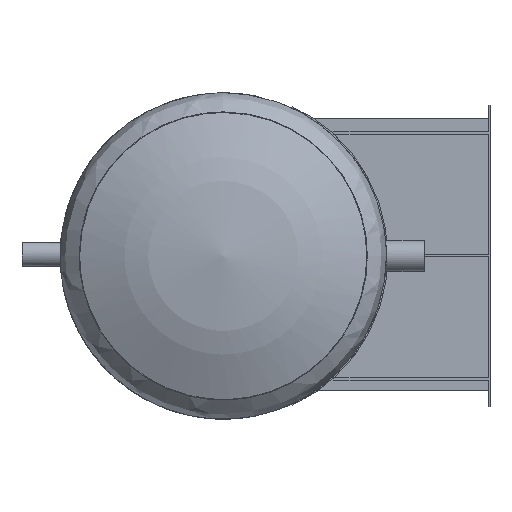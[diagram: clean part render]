
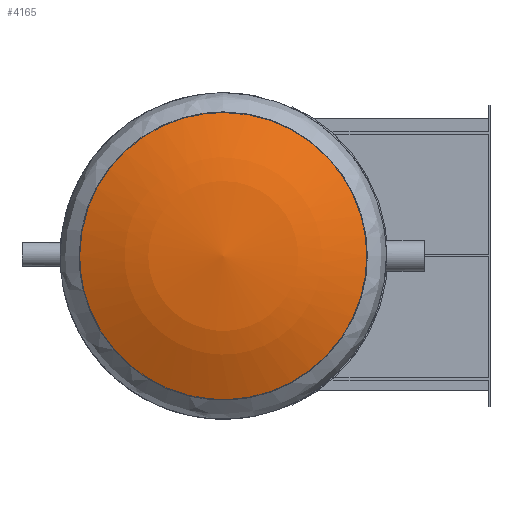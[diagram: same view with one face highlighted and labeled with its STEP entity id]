
A CAD part, left-side view. The second image highlights one B-rep face of the part: STEP entity #4165.
In plain terms, the highlighted free-form (B-spline) face has degree [2, 2] with [3, 3] control points.
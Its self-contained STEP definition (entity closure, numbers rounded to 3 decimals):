
#4165 = ADVANCED_FACE('',(#4166),#4188,.T.);
#4166 = FACE_BOUND('',#4167,.T.);
#4167 = EDGE_LOOP('',(#4168,#4178));
#4168 = ORIENTED_EDGE('',*,*,#4169,.F.);
#4169 = EDGE_CURVE('',#4170,#4172,#4174,.T.);
#4170 = VERTEX_POINT('',#4171);
#4171 = CARTESIAN_POINT('',(-1696.627,780.355,0.));
#4172 = VERTEX_POINT('',#4173);
#4173 = CARTESIAN_POINT('',(-1696.627,0.,
    780.355));
#4174 = ( BOUNDED_CURVE() B_SPLINE_CURVE(2,(#4175,#4176,#4177),
.UNSPECIFIED.,.F.,.F.) B_SPLINE_CURVE_WITH_KNOTS((3,3),(1.571,
3.142),.PIECEWISE_BEZIER_KNOTS.) CURVE() 
GEOMETRIC_REPRESENTATION_ITEM() RATIONAL_B_SPLINE_CURVE((1.,
0.707,1.)) REPRESENTATION_ITEM('') );
#4175 = CARTESIAN_POINT('',(-1696.627,780.355,
    0.));
#4176 = CARTESIAN_POINT('',(-1696.627,780.355,
    780.355));
#4177 = CARTESIAN_POINT('',(-1696.627,0.,
    780.355));
#4178 = ORIENTED_EDGE('',*,*,#4179,.F.);
#4179 = EDGE_CURVE('',#4172,#4170,#4180,.T.);
#4180 = ( BOUNDED_CURVE() B_SPLINE_CURVE(2,(#4181,#4182,#4183,#4184,
#4185,#4186,#4187),.UNSPECIFIED.,.F.,.F.) B_SPLINE_CURVE_WITH_KNOTS((3,2
    ,2,3),(3.142,4.712,6.283,7.854),
.UNSPECIFIED.) CURVE() GEOMETRIC_REPRESENTATION_ITEM() 
RATIONAL_B_SPLINE_CURVE((1.,0.707,1.,0.707,1.,
0.707,1.)) REPRESENTATION_ITEM('') );
#4181 = CARTESIAN_POINT('',(-1696.627,0.,
    780.355));
#4182 = CARTESIAN_POINT('',(-1696.627,-780.355,
    780.355));
#4183 = CARTESIAN_POINT('',(-1696.627,-780.355,
    0.));
#4184 = CARTESIAN_POINT('',(-1696.627,-780.355,
    -780.355));
#4185 = CARTESIAN_POINT('',(-1696.627,0.,
    -780.355));
#4186 = CARTESIAN_POINT('',(-1696.627,780.355,
    -780.355));
#4187 = CARTESIAN_POINT('',(-1696.627,780.355,
    0.));
#4188 = ( BOUNDED_SURFACE() B_SPLINE_SURFACE(2,2,(
    (#4189,#4190,#4191)
    ,(#4192,#4193,#4194)
    ,(#4195,#4196,#4197
)),.UNSPECIFIED.,.F.,.F.,.F.) B_SPLINE_SURFACE_WITH_KNOTS((3,3),(3,3),(
    -0.456,0.456),(2.686,3.601),
.PIECEWISE_BEZIER_KNOTS.) GEOMETRIC_REPRESENTATION_ITEM() 
RATIONAL_B_SPLINE_SURFACE((
    (1.,0.897,1.)
    ,(0.898,0.806,0.898)
,(1.,0.897,1.))) REPRESENTATION_ITEM('') SURFACE() );
#4189 = CARTESIAN_POINT('',(-1534.126,700.775,
    780.604));
#4190 = CARTESIAN_POINT('',(-1879.086,-3.623,
    780.604));
#4191 = CARTESIAN_POINT('',(-1531.255,-706.607,
    780.604));
#4192 = CARTESIAN_POINT('',(-1877.879,869.119,
    -0.675));
#4193 = CARTESIAN_POINT('',(-2305.707,-4.493,
    -0.675));
#4194 = CARTESIAN_POINT('',(-1874.318,-876.353,
    -0.675));
#4195 = CARTESIAN_POINT('',(-1533.647,700.54,
    -781.691));
#4196 = CARTESIAN_POINT('',(-1878.491,-3.622,
    -781.691));
#4197 = CARTESIAN_POINT('',(-1530.777,-706.371,
    -781.691));
